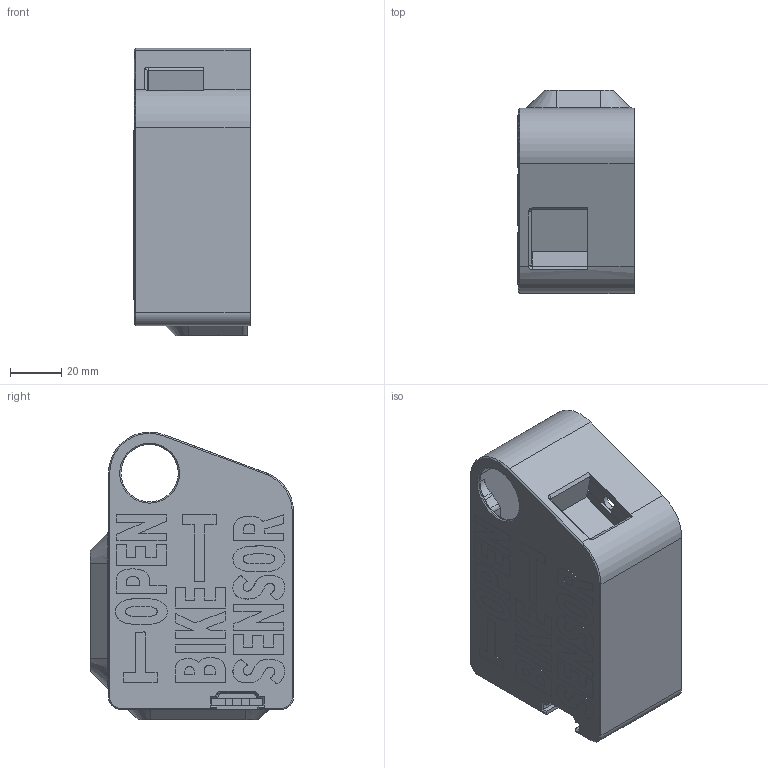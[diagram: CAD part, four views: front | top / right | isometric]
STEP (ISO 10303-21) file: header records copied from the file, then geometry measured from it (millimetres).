
FILE_DESCRIPTION(/* description */ (''),/* implementation_level */ '2;1');
FILE_NAME(/* name */ 'OBS-C-001-HeatSetInserts.stp',/* time_stamp */ '2021-03-18T21:33:10+01:00',/* author */ ('hpcthobs'),/* organization */ (''),/* preprocessor_version */ 'ST-DEVELOPER v18.1',/* originating_system */ 'Autodesk Inventor 2021',/* authorisation */ '');
FILE_SCHEMA (('AUTOMOTIVE_DESIGN { 1 0 10303 214 3 1 1 }'));
Length unit declared in the file: millimetre
Products named in the file (1): OBS-C-001 v47einschmelzmutter
Bounding box: 45.2 x 79 x 111.99 mm (x, y, z)
Volume: 61590.9 mm3; surface area: 46852.1 mm2
Topology: 1 solids, 1 shells, 637 faces, 1784 edges, 1271 vertices
Faces by surface type: plane 350, bspline 172, cylinder 83, cone 28, torus 4
Full cylindrical faces by diameter (mm): 3.2 x4, 4 x12, 6 x1, 22.3 x1
Entity records: 21158 total; most frequent: CARTESIAN_POINT 5968, ORIENTED_EDGE 3394, DIRECTION 2532, EDGE_CURVE 1697, LINE 1144, VECTOR 1144, VERTEX_POINT 1108, EDGE_LOOP 701
